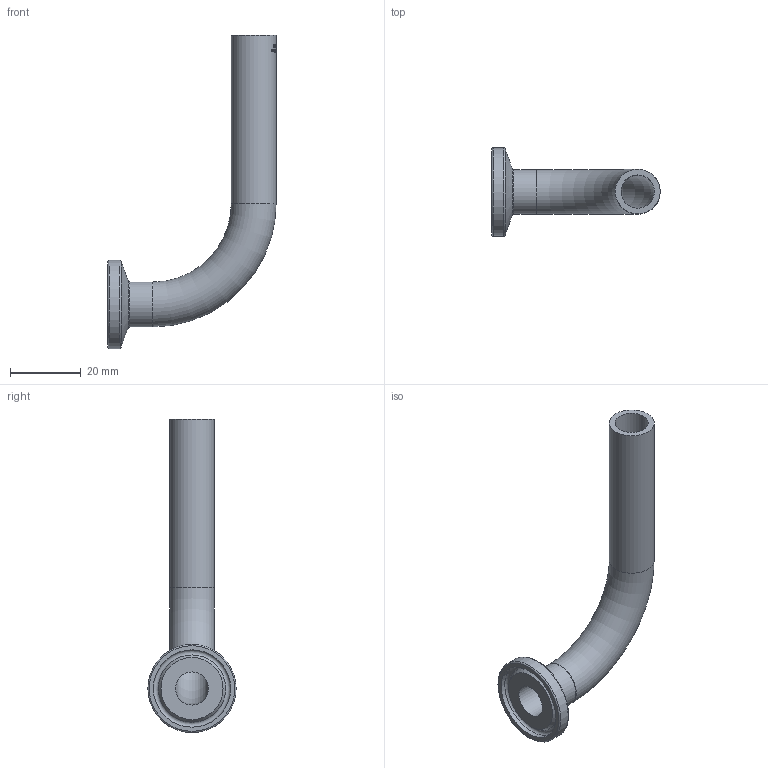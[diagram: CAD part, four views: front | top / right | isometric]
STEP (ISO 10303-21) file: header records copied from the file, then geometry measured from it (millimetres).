
FILE_DESCRIPTION(/* description */ (''),/* implementation_level */ '2;1');
FILE_NAME(/* name */ 'S2CKW-.50.stp',/* time_stamp */ '2018-11-26T14:07:12-05:00',/* author */ ('ken'),/* organization */ (''),/* preprocessor_version */ 'ST-DEVELOPER v15.2',/* originating_system */ 'Autodesk Inventor 2014',/* authorisation */ '');
FILE_SCHEMA (('AUTOMOTIVE_DESIGN { 1 0 10303 214 3 1 1 }'));
Length unit declared in the file: inch
Products named in the file (1): S2CKW-.50
Bounding box: 47.62 x 24.99 x 88.7 mm (x, y, z)
Volume: 7333.8 mm3; surface area: 8363.1 mm2
Topology: 1 solids, 1 shells, 374 faces, 1003 edges, 665 vertices
Faces by surface type: bspline 187, plane 139, cylinder 38, torus 8, cone 2
Full cylindrical faces by diameter (mm): 9.398 x2, 12.7 x2, 21.895 x1, 24.994 x1
Entity records: 14891 total; most frequent: CARTESIAN_POINT 6649, ORIENTED_EDGE 1968, DIRECTION 1169, EDGE_CURVE 984, VERTEX_POINT 663, EDGE_LOOP 427, LINE 427, VECTOR 427
